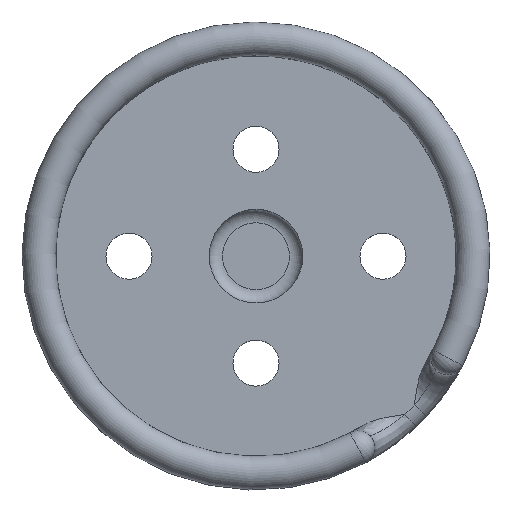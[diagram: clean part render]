
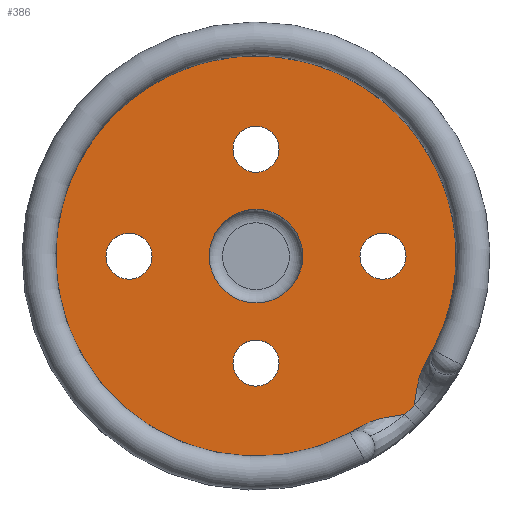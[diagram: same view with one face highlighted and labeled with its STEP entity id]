
A CAD part, top view. The second image highlights one B-rep face of the part: STEP entity #386.
In plain terms, the highlighted planar face has unit normal (0, 0, 1).
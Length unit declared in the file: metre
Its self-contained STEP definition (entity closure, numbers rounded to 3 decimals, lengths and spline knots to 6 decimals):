
#39=B_SPLINE_CURVE_WITH_KNOTS('',3,(#644,#645,#646,#647,#648),
 .UNSPECIFIED.,.F.,.F.,(4,1,4),(0.,0.001588,0.003176),
 .UNSPECIFIED.);
#40=B_SPLINE_CURVE_WITH_KNOTS('',3,(#652,#653,#654,#655,#656),
 .UNSPECIFIED.,.F.,.F.,(4,1,4),(0.,0.001588,0.003176),
 .UNSPECIFIED.);
#47=PLANE('',#433);
#58=ORIENTED_EDGE('',*,*,#154,.F.);
#59=ORIENTED_EDGE('',*,*,#155,.F.);
#60=ORIENTED_EDGE('',*,*,#156,.F.);
#61=ORIENTED_EDGE('',*,*,#157,.T.);
#62=ORIENTED_EDGE('',*,*,#158,.T.);
#63=ORIENTED_EDGE('',*,*,#159,.F.);
#64=ORIENTED_EDGE('',*,*,#160,.T.);
#65=ORIENTED_EDGE('',*,*,#161,.T.);
#66=ORIENTED_EDGE('',*,*,#162,.T.);
#154=EDGE_CURVE('',#202,#202,#239,.T.);
#155=EDGE_CURVE('',#203,#203,#240,.T.);
#156=EDGE_CURVE('',#204,#204,#241,.T.);
#157=EDGE_CURVE('',#205,#205,#242,.T.);
#158=EDGE_CURVE('',#206,#206,#243,.T.);
#159=EDGE_CURVE('',#207,#208,#244,.F.);
#160=EDGE_CURVE('',#207,#209,#39,.T.);
#161=EDGE_CURVE('',#209,#210,#245,.T.);
#162=EDGE_CURVE('',#210,#208,#40,.F.);
#202=VERTEX_POINT('',#632);
#203=VERTEX_POINT('',#634);
#204=VERTEX_POINT('',#636);
#205=VERTEX_POINT('',#638);
#206=VERTEX_POINT('',#640);
#207=VERTEX_POINT('',#642);
#208=VERTEX_POINT('',#643);
#209=VERTEX_POINT('',#649);
#210=VERTEX_POINT('',#651);
#239=CIRCLE('',#434,0.0035);
#240=CIRCLE('',#435,0.001725);
#241=CIRCLE('',#436,0.001725);
#242=CIRCLE('',#437,0.001725);
#243=CIRCLE('',#438,0.001725);
#244=CIRCLE('',#439,0.015);
#245=CIRCLE('',#440,0.01625);
#272=EDGE_LOOP('',(#58));
#273=EDGE_LOOP('',(#59));
#274=EDGE_LOOP('',(#60));
#275=EDGE_LOOP('',(#61));
#276=EDGE_LOOP('',(#62));
#277=EDGE_LOOP('',(#63,#64,#65,#66));
#327=FACE_BOUND('',#272,.T.);
#328=FACE_BOUND('',#273,.T.);
#329=FACE_BOUND('',#274,.T.);
#330=FACE_BOUND('',#275,.T.);
#331=FACE_BOUND('',#276,.T.);
#332=FACE_BOUND('',#277,.T.);
#386=ADVANCED_FACE('',(#327,#328,#329,#330,#331,#332),#47,.T.);
#433=AXIS2_PLACEMENT_3D('',#630,#502,#503);
#434=AXIS2_PLACEMENT_3D('',#631,#504,#505);
#435=AXIS2_PLACEMENT_3D('',#633,#506,#507);
#436=AXIS2_PLACEMENT_3D('',#635,#508,#509);
#437=AXIS2_PLACEMENT_3D('',#637,#510,#511);
#438=AXIS2_PLACEMENT_3D('',#639,#512,#513);
#439=AXIS2_PLACEMENT_3D('',#641,#514,#515);
#440=AXIS2_PLACEMENT_3D('',#650,#516,#517);
#502=DIRECTION('',(0.,0.,1.));
#503=DIRECTION('',(1.,0.,0.));
#504=DIRECTION('',(0.,0.,1.));
#505=DIRECTION('',(1.,0.,0.));
#506=DIRECTION('',(0.,0.,1.));
#507=DIRECTION('',(1.,0.,0.));
#508=DIRECTION('',(0.,0.,1.));
#509=DIRECTION('',(1.,0.,0.));
#510=DIRECTION('',(0.,0.,-1.));
#511=DIRECTION('',(1.,0.,0.));
#512=DIRECTION('',(0.,0.,-1.));
#513=DIRECTION('',(1.,0.,0.));
#514=DIRECTION('',(0.,0.,1.));
#515=DIRECTION('',(1.,0.,0.));
#516=DIRECTION('',(0.,0.,1.));
#517=DIRECTION('',(1.,0.,0.));
#630=CARTESIAN_POINT('',(0.,0.,0.0065));
#631=CARTESIAN_POINT('',(-0.1105,0.1105,0.0065));
#632=CARTESIAN_POINT('',(-0.107,0.1105,0.0065));
#633=CARTESIAN_POINT('',(-0.12,0.1105,0.0065));
#634=CARTESIAN_POINT('',(-0.118275,0.1105,0.0065));
#635=CARTESIAN_POINT('',(-0.1105,0.1185,0.0065));
#636=CARTESIAN_POINT('',(-0.108775,0.1185,0.0065));
#637=CARTESIAN_POINT('',(-0.101,0.1105,0.0065));
#638=CARTESIAN_POINT('',(-0.099275,0.1105,0.0065));
#639=CARTESIAN_POINT('',(-0.1105,0.1025,0.0065));
#640=CARTESIAN_POINT('',(-0.108775,0.1025,0.0065));
#641=CARTESIAN_POINT('',(-0.1105,0.1105,0.0065));
#642=CARTESIAN_POINT('',(-0.102435,0.097853,0.0065));
#643=CARTESIAN_POINT('',(-0.097853,0.102435,0.0065));
#644=CARTESIAN_POINT('',(-0.102435,0.097853,0.0065));
#645=CARTESIAN_POINT('',(-0.101983,0.098141,0.0065));
#646=CARTESIAN_POINT('',(-0.100953,0.098436,0.0065));
#647=CARTESIAN_POINT('',(-0.099889,0.098566,0.0065));
#648=CARTESIAN_POINT('',(-0.099369,0.098661,0.0065));
#649=CARTESIAN_POINT('',(-0.099369,0.098661,0.0065));
#650=CARTESIAN_POINT('',(-0.1105,0.1105,0.0065));
#651=CARTESIAN_POINT('',(-0.098661,0.099369,0.0065));
#652=CARTESIAN_POINT('',(-0.097853,0.102435,0.0065));
#653=CARTESIAN_POINT('',(-0.098141,0.101983,0.0065));
#654=CARTESIAN_POINT('',(-0.098436,0.100953,0.0065));
#655=CARTESIAN_POINT('',(-0.098566,0.099889,0.0065));
#656=CARTESIAN_POINT('',(-0.098661,0.099369,0.0065));
